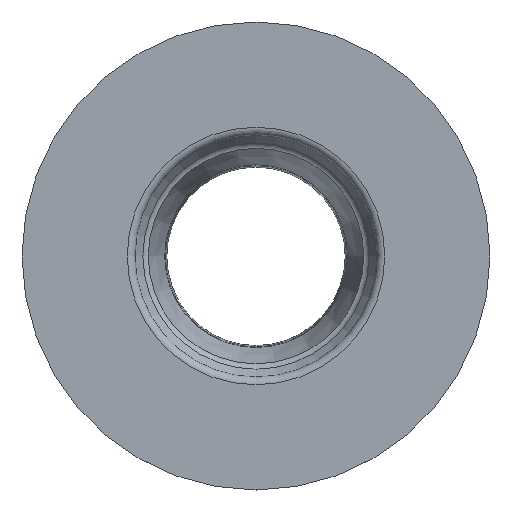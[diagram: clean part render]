
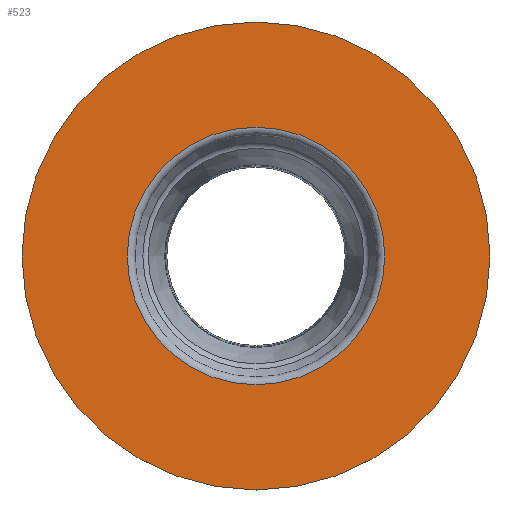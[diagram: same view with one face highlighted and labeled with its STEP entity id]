
A CAD part, top view. The second image highlights one B-rep face of the part: STEP entity #523.
In plain terms, the highlighted planar face has unit normal (0, 0, 1).
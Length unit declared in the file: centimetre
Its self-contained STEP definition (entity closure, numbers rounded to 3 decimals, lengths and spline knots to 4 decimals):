
#28=FACE_BOUND('',#124,.T.);
#30=PLANE('',#587);
#93=FACE_OUTER_BOUND('',#123,.T.);
#123=EDGE_LOOP('',(#405));
#124=EDGE_LOOP('',(#406));
#172=CIRCLE('',#585,90.7984);
#174=CIRCLE('',#588,165.);
#232=VERTEX_POINT('',#923);
#233=VERTEX_POINT('',#927);
#294=EDGE_CURVE('',#232,#232,#172,.T.);
#296=EDGE_CURVE('',#233,#233,#174,.T.);
#405=ORIENTED_EDGE('',*,*,#296,.F.);
#406=ORIENTED_EDGE('',*,*,#294,.T.);
#523=ADVANCED_FACE('',(#93,#28),#30,.T.);
#585=AXIS2_PLACEMENT_3D('',#924,#729,#730);
#587=AXIS2_PLACEMENT_3D('',#926,#733,#734);
#588=AXIS2_PLACEMENT_3D('',#928,#735,#736);
#729=DIRECTION('center_axis',(0.,0.,-1.));
#730=DIRECTION('ref_axis',(1.,0.,0.));
#733=DIRECTION('center_axis',(0.,0.,1.));
#734=DIRECTION('ref_axis',(0.,-1.,0.));
#735=DIRECTION('center_axis',(0.,0.,-1.));
#736=DIRECTION('ref_axis',(1.,0.,0.));
#923=CARTESIAN_POINT('',(0.,-90.7984,158.01));
#924=CARTESIAN_POINT('Origin',(0.,0.,
158.01));
#926=CARTESIAN_POINT('Origin',(165.,0.,158.01));
#927=CARTESIAN_POINT('',(-165.,0.,158.01));
#928=CARTESIAN_POINT('Origin',(0.,0.,158.01));
